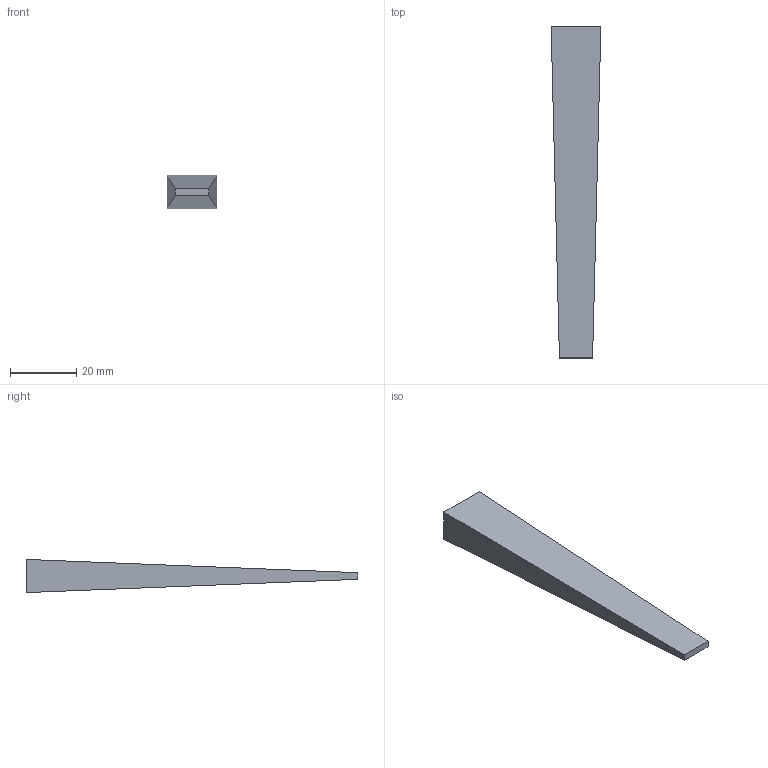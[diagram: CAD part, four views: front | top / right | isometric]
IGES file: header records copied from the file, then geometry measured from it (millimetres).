
Start section:  PTC IGES file: mould.igs
Global section: file name: mould.igs; native system: Creo Parametric by PTC Inc.; preprocessor: 2018100; author: georg; organization: Unknown; date: 20221024.201910; units: millimetre
Bounding box: 15 x 100 x 10 mm (x, y, z)
Surface area: 3872.4 mm2 (no closed solid volume)
Topology: 0 solids, 0 shells, 6 faces, 24 edges, 24 vertices
Faces by surface type: bspline 6
